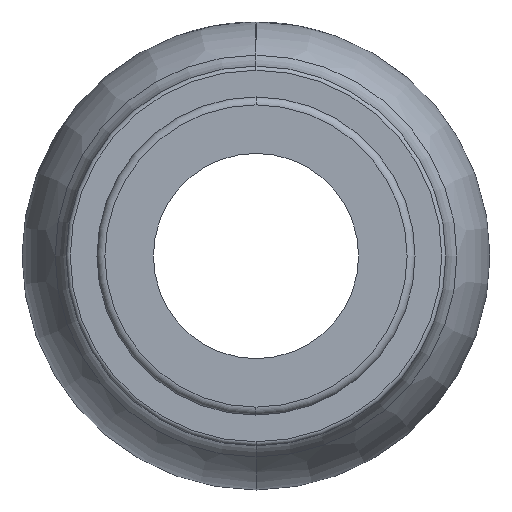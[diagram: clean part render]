
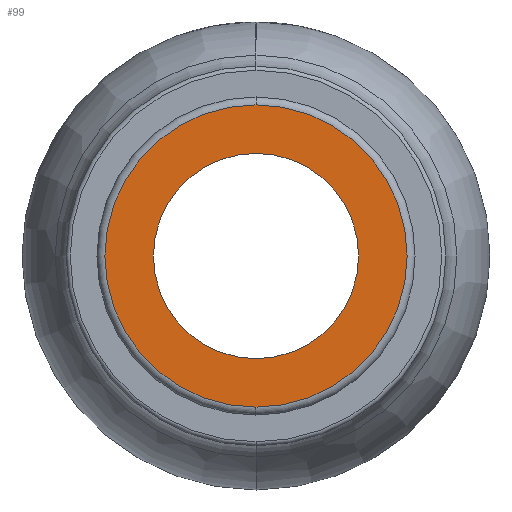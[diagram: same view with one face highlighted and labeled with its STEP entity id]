
A CAD part, front view. The second image highlights one B-rep face of the part: STEP entity #99.
In plain terms, the highlighted planar face has unit normal (0, -1, 0).
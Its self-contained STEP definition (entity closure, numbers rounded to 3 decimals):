
#99=ADVANCED_FACE('',(#225,#226),#227,.T.);
#225=FACE_BOUND('',#369,.T.);
#226=FACE_OUTER_BOUND('',#370,.T.);
#227=PLANE('',#371);
#369=EDGE_LOOP('',(#828,#829));
#370=EDGE_LOOP('',(#830,#831,#832));
#371=AXIS2_PLACEMENT_3D('',#833,#834,#835);
#828=ORIENTED_EDGE('',*,*,#1080,.T.);
#829=ORIENTED_EDGE('',*,*,#1031,.T.);
#830=ORIENTED_EDGE('',*,*,#1094,.T.);
#831=ORIENTED_EDGE('',*,*,#1000,.T.);
#832=ORIENTED_EDGE('',*,*,#1095,.T.);
#833=CARTESIAN_POINT('',(3.681,-3.0,0.0));
#834=DIRECTION('',(0.,-1.0,0.0));
#835=DIRECTION('',(1.0,0.,0.0));
#1000=EDGE_CURVE('',#1216,#1222,#1224,.T.);
#1031=EDGE_CURVE('',#1276,#1280,#1282,.T.);
#1080=EDGE_CURVE('',#1280,#1276,#1356,.T.);
#1094=EDGE_CURVE('',#1371,#1216,#1372,.T.);
#1095=EDGE_CURVE('',#1222,#1371,#1373,.T.);
#1216=VERTEX_POINT('',#1586);
#1222=VERTEX_POINT('',#1592);
#1224=CIRCLE('',#1594,7.363);
#1276=VERTEX_POINT('',#1658);
#1280=VERTEX_POINT('',#1663);
#1282=CIRCLE('',#1666,5.0);
#1356=CIRCLE('',#1876,5.0);
#1371=VERTEX_POINT('',#1891);
#1372=CIRCLE('',#1892,7.363);
#1373=CIRCLE('',#1893,7.363);
#1586=CARTESIAN_POINT('',(0.,-3.0,7.363));
#1592=CARTESIAN_POINT('',(0.,-3.0,-7.363));
#1594=AXIS2_PLACEMENT_3D('',#2051,#2052,#2053);
#1658=CARTESIAN_POINT('',(5.0,-3.0,0.));
#1663=CARTESIAN_POINT('',(-5.0,-3.0,0.));
#1666=AXIS2_PLACEMENT_3D('',#2116,#2117,#2118);
#1876=AXIS2_PLACEMENT_3D('',#2180,#2181,#2182);
#1891=CARTESIAN_POINT('',(7.363,-3.0,0.0));
#1892=AXIS2_PLACEMENT_3D('',#2222,#2223,#2224);
#1893=AXIS2_PLACEMENT_3D('',#2225,#2226,#2227);
#2051=CARTESIAN_POINT('',(0.,-3.0,0.0));
#2052=DIRECTION('',(0.,-1.0,0.0));
#2053=DIRECTION('',(1.0,0.,0.0));
#2116=CARTESIAN_POINT('',(0.0,-3.0,0.0));
#2117=DIRECTION('',(0.,1.0,0.0));
#2118=DIRECTION('',(1.0,0.,0.0));
#2180=CARTESIAN_POINT('',(0.0,-3.0,0.0));
#2181=DIRECTION('',(0.,1.0,0.0));
#2182=DIRECTION('',(1.0,0.,0.0));
#2222=CARTESIAN_POINT('',(0.,-3.0,0.0));
#2223=DIRECTION('',(0.,-1.0,0.0));
#2224=DIRECTION('',(1.0,0.,0.0));
#2225=CARTESIAN_POINT('',(0.,-3.0,0.0));
#2226=DIRECTION('',(0.,-1.0,0.0));
#2227=DIRECTION('',(1.0,0.,0.0));
